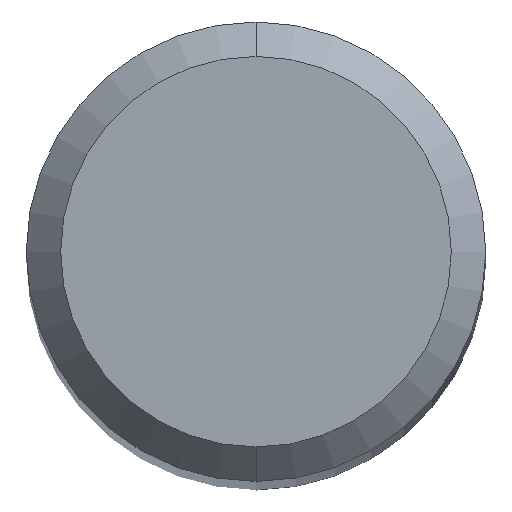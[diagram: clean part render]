
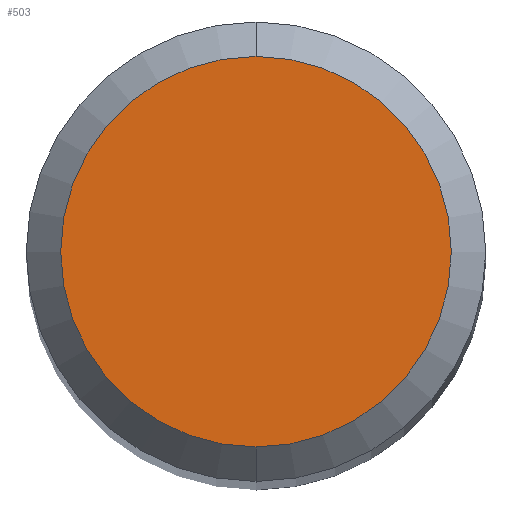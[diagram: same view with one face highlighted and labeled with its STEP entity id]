
A CAD part, top view. The second image highlights one B-rep face of the part: STEP entity #503.
In plain terms, the highlighted planar face has unit normal (0, 0, 1).
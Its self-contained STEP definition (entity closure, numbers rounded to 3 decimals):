
#245=VERTEX_POINT('',#609);
#289=EDGE_CURVE('',#245,#449,#654,.T.);
#449=VERTEX_POINT('',#836);
#503=ADVANCED_FACE('',(#897),#898,.T.);
#525=EDGE_CURVE('',#449,#245,#922,.T.);
#609=CARTESIAN_POINT('',(0.,-1.7,0.0));
#654=CIRCLE('',#1155,1.7);
#836=CARTESIAN_POINT('',(0.0,1.7,0.0));
#897=FACE_OUTER_BOUND('',#1592,.T.);
#898=PLANE('',#1593);
#922=CIRCLE('',#1622,1.7);
#1155=AXIS2_PLACEMENT_3D('',#1754,#1755,#1756);
#1592=EDGE_LOOP('',(#2063,#2064));
#1593=AXIS2_PLACEMENT_3D('',#2065,#2066,#2067);
#1622=AXIS2_PLACEMENT_3D('',#2078,#2079,#2080);
#1754=CARTESIAN_POINT('',(0.0,0.0,0.0));
#1755=DIRECTION('',(0.0,0.0,-1.0));
#1756=DIRECTION('',(0.0,1.0,0.0));
#2063=ORIENTED_EDGE('',*,*,#525,.F.);
#2064=ORIENTED_EDGE('',*,*,#289,.F.);
#2065=CARTESIAN_POINT('',(0.0,0.85,0.0));
#2066=DIRECTION('',(-0.0,0.0,1.0));
#2067=DIRECTION('',(0.0,-1.0,0.0));
#2078=CARTESIAN_POINT('',(0.0,0.0,0.0));
#2079=DIRECTION('',(0.0,0.0,-1.0));
#2080=DIRECTION('',(0.0,1.0,0.0));
